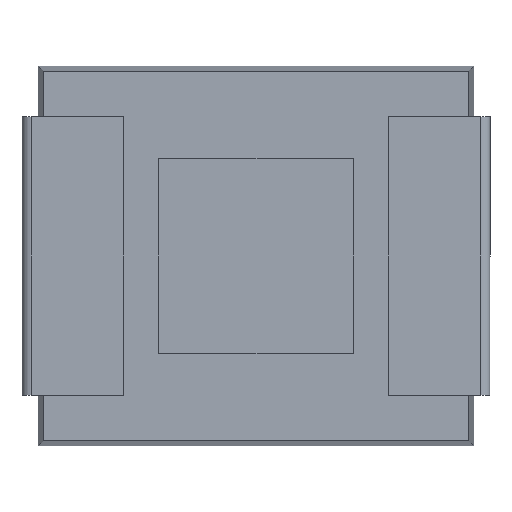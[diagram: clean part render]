
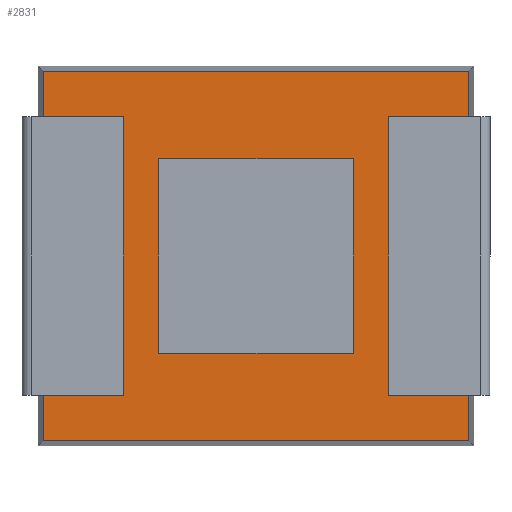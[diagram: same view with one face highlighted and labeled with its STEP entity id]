
A CAD part, front view. The second image highlights one B-rep face of the part: STEP entity #2831.
In plain terms, the highlighted planar face has unit normal (0, -1, 0).
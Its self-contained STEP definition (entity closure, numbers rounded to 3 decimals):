
#38 = DIRECTION ( 'NONE',  ( 0., 0., 1. ) ) ;
#134 = VERTEX_POINT ( 'NONE', #810 ) ;
#159 = DIRECTION ( 'NONE',  ( 0., 0., 1. ) ) ;
#286 = CARTESIAN_POINT ( 'NONE',  ( 3.401, 0., -0.039 ) ) ;
#410 = DIRECTION ( 'NONE',  ( 0., 0., -1. ) ) ;
#593 = VECTOR ( 'NONE', #3455, 1000. ) ;
#598 = LINE ( 'NONE', #3137, #3845 ) ;
#714 = EDGE_CURVE ( 'NONE', #2400, #2403, #1204, .T. ) ;
#731 = EDGE_CURVE ( 'NONE', #3004, #2400, #2202, .T. ) ;
#749 = ORIENTED_EDGE ( 'NONE', *, *, #2713, .F. ) ;
#794 = ORIENTED_EDGE ( 'NONE', *, *, #3698, .F. ) ;
#806 = EDGE_CURVE ( 'NONE', #1048, #3004, #3272, .T. ) ;
#810 = CARTESIAN_POINT ( 'NONE',  ( 0.039, 0., -2.961 ) ) ;
#868 = CARTESIAN_POINT ( 'NONE',  ( 0.95, 0., -0.73 ) ) ;
#1014 = VECTOR ( 'NONE', #2027, 1000. ) ;
#1048 = VERTEX_POINT ( 'NONE', #2057 ) ;
#1083 = CARTESIAN_POINT ( 'NONE',  ( 0.039, 0., -0.039 ) ) ;
#1090 = VECTOR ( 'NONE', #1227, 1000. ) ;
#1204 = LINE ( 'NONE', #1333, #593 ) ;
#1227 = DIRECTION ( 'NONE',  ( -1., 0., 0. ) ) ;
#1288 = ORIENTED_EDGE ( 'NONE', *, *, #3107, .F. ) ;
#1333 = CARTESIAN_POINT ( 'NONE',  ( 0.95, 0., -0.73 ) ) ;
#1371 = LINE ( 'NONE', #2155, #2368 ) ;
#1545 = VERTEX_POINT ( 'NONE', #286 ) ;
#1608 = LINE ( 'NONE', #2732, #1929 ) ;
#1661 = DIRECTION ( 'NONE',  ( 0., -1., 0. ) ) ;
#1716 = CARTESIAN_POINT ( 'NONE',  ( 2.49, 0., -2.27 ) ) ;
#1727 = CARTESIAN_POINT ( 'NONE',  ( 0., 0., -0.039 ) ) ;
#1750 = LINE ( 'NONE', #1727, #1014 ) ;
#1929 = VECTOR ( 'NONE', #38, 1000. ) ;
#1993 = DIRECTION ( 'NONE',  ( 1., 0., 0. ) ) ;
#2020 = VERTEX_POINT ( 'NONE', #1083 ) ;
#2027 = DIRECTION ( 'NONE',  ( 1., 0., 0. ) ) ;
#2057 = CARTESIAN_POINT ( 'NONE',  ( 0.95, 0., -2.27 ) ) ;
#2155 = CARTESIAN_POINT ( 'NONE',  ( 0.95, 0., -0.73 ) ) ;
#2190 = ORIENTED_EDGE ( 'NONE', *, *, #714, .F. ) ;
#2202 = LINE ( 'NONE', #3786, #3699 ) ;
#2229 = EDGE_LOOP ( 'NONE', ( #2190, #3765, #3308, #749 ) ) ;
#2298 = EDGE_CURVE ( 'NONE', #1545, #2536, #598, .T. ) ;
#2368 = VECTOR ( 'NONE', #2449, 1000. ) ;
#2400 = VERTEX_POINT ( 'NONE', #3776 ) ;
#2403 = VERTEX_POINT ( 'NONE', #868 ) ;
#2449 = DIRECTION ( 'NONE',  ( 0., 0., -1. ) ) ;
#2536 = VERTEX_POINT ( 'NONE', #3881 ) ;
#2570 = DIRECTION ( 'NONE',  ( 0., 0., -1. ) ) ;
#2597 = AXIS2_PLACEMENT_3D ( 'NONE', #2826, #1661, #2570 ) ;
#2637 = EDGE_CURVE ( 'NONE', #2020, #1545, #1750, .T. ) ;
#2644 = CARTESIAN_POINT ( 'NONE',  ( 0.95, 0., -2.27 ) ) ;
#2713 = EDGE_CURVE ( 'NONE', #2403, #1048, #1371, .T. ) ;
#2732 = CARTESIAN_POINT ( 'NONE',  ( 0.039, 0., 0. ) ) ;
#2753 = ORIENTED_EDGE ( 'NONE', *, *, #2298, .F. ) ;
#2771 = EDGE_LOOP ( 'NONE', ( #794, #1288, #2753, #3363 ) ) ;
#2826 = CARTESIAN_POINT ( 'NONE',  ( 0., 0., 0. ) ) ;
#2831 = ADVANCED_FACE ( 'NONE', ( #3350, #3778 ), #3156, .T. ) ;
#3004 = VERTEX_POINT ( 'NONE', #1716 ) ;
#3071 = CARTESIAN_POINT ( 'NONE',  ( 0., 0., -2.961 ) ) ;
#3107 = EDGE_CURVE ( 'NONE', #2536, #134, #3576, .T. ) ;
#3137 = CARTESIAN_POINT ( 'NONE',  ( 3.401, 0., 0. ) ) ;
#3156 = PLANE ( 'NONE',  #2597 ) ;
#3272 = LINE ( 'NONE', #2644, #3744 ) ;
#3308 = ORIENTED_EDGE ( 'NONE', *, *, #806, .F. ) ;
#3350 = FACE_OUTER_BOUND ( 'NONE', #2771, .T. ) ;
#3363 = ORIENTED_EDGE ( 'NONE', *, *, #2637, .F. ) ;
#3455 = DIRECTION ( 'NONE',  ( -1., 0., 0. ) ) ;
#3576 = LINE ( 'NONE', #3071, #1090 ) ;
#3698 = EDGE_CURVE ( 'NONE', #134, #2020, #1608, .T. ) ;
#3699 = VECTOR ( 'NONE', #159, 1000. ) ;
#3744 = VECTOR ( 'NONE', #1993, 1000. ) ;
#3765 = ORIENTED_EDGE ( 'NONE', *, *, #731, .F. ) ;
#3776 = CARTESIAN_POINT ( 'NONE',  ( 2.49, 0., -0.73 ) ) ;
#3778 = FACE_BOUND ( 'NONE', #2229, .T. ) ;
#3786 = CARTESIAN_POINT ( 'NONE',  ( 2.49, 0., -0.73 ) ) ;
#3845 = VECTOR ( 'NONE', #410, 1000. ) ;
#3881 = CARTESIAN_POINT ( 'NONE',  ( 3.401, 0., -2.961 ) ) ;
